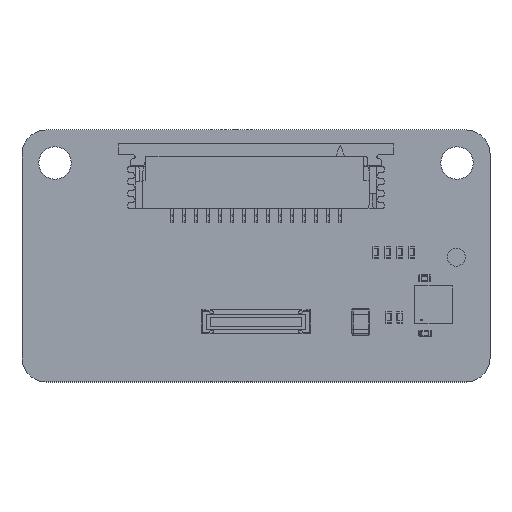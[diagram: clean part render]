
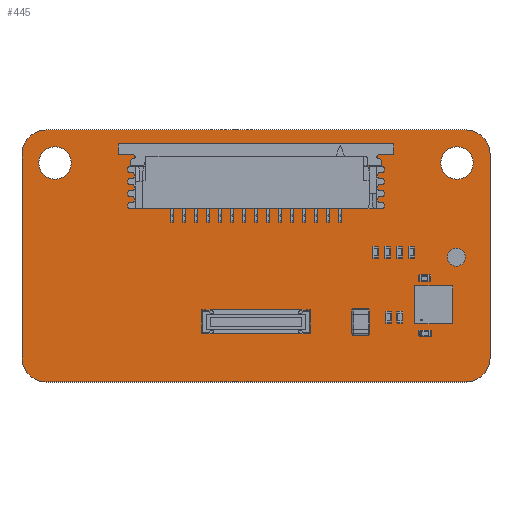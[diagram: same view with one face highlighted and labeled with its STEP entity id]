
A CAD part, top view. The second image highlights one B-rep face of the part: STEP entity #445.
In plain terms, the highlighted planar face has unit normal (0, 0, 1).
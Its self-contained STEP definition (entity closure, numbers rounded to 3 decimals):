
#108 = VERTEX_POINT('',#109);
#109 = CARTESIAN_POINT('',(2.,0.,1.555));
#115 = EDGE_CURVE('',#108,#116,#118,.T.);
#116 = VERTEX_POINT('',#117);
#117 = CARTESIAN_POINT('',(0.,2.,1.555));
#118 = CIRCLE('',#119,2.001);
#119 = AXIS2_PLACEMENT_3D('',#120,#121,#122);
#120 = CARTESIAN_POINT('',(2.001,2.001,1.555));
#121 = DIRECTION('',(0.,0.,-1.));
#122 = DIRECTION('',(0.,-1.,0.));
#148 = EDGE_CURVE('',#116,#149,#151,.T.);
#149 = VERTEX_POINT('',#150);
#150 = CARTESIAN_POINT('',(0.,19.,1.555));
#151 = LINE('',#152,#153);
#152 = CARTESIAN_POINT('',(0.,2.,1.555));
#153 = VECTOR('',#154,1.);
#154 = DIRECTION('',(0.,1.,0.));
#179 = EDGE_CURVE('',#149,#180,#182,.T.);
#180 = VERTEX_POINT('',#181);
#181 = CARTESIAN_POINT('',(2.,21.,1.555));
#182 = CIRCLE('',#183,2.001);
#183 = AXIS2_PLACEMENT_3D('',#184,#185,#186);
#184 = CARTESIAN_POINT('',(2.001,18.999,1.555));
#185 = DIRECTION('',(0.,0.,-1.));
#186 = DIRECTION('',(-1.,0.,0.));
#212 = EDGE_CURVE('',#180,#213,#215,.T.);
#213 = VERTEX_POINT('',#214);
#214 = CARTESIAN_POINT('',(37.,21.,1.555));
#215 = LINE('',#216,#217);
#216 = CARTESIAN_POINT('',(2.,21.,1.555));
#217 = VECTOR('',#218,1.);
#218 = DIRECTION('',(1.,0.,0.));
#243 = EDGE_CURVE('',#213,#244,#246,.T.);
#244 = VERTEX_POINT('',#245);
#245 = CARTESIAN_POINT('',(39.,19.,1.555));
#246 = CIRCLE('',#247,2.001);
#247 = AXIS2_PLACEMENT_3D('',#248,#249,#250);
#248 = CARTESIAN_POINT('',(36.999,18.999,1.555));
#249 = DIRECTION('',(0.,0.,-1.));
#250 = DIRECTION('',(0.,1.,0.));
#276 = EDGE_CURVE('',#244,#277,#279,.T.);
#277 = VERTEX_POINT('',#278);
#278 = CARTESIAN_POINT('',(39.,2.,1.555));
#279 = LINE('',#280,#281);
#280 = CARTESIAN_POINT('',(39.,19.,1.555));
#281 = VECTOR('',#282,1.);
#282 = DIRECTION('',(0.,-1.,0.));
#307 = EDGE_CURVE('',#277,#308,#310,.T.);
#308 = VERTEX_POINT('',#309);
#309 = CARTESIAN_POINT('',(37.,0.,1.555));
#310 = CIRCLE('',#311,2.001);
#311 = AXIS2_PLACEMENT_3D('',#312,#313,#314);
#312 = CARTESIAN_POINT('',(36.999,2.001,1.555));
#313 = DIRECTION('',(0.,0.,-1.));
#314 = DIRECTION('',(1.,0.,0.));
#340 = EDGE_CURVE('',#308,#108,#341,.T.);
#341 = LINE('',#342,#343);
#342 = CARTESIAN_POINT('',(37.,0.,1.555));
#343 = VECTOR('',#344,1.);
#344 = DIRECTION('',(-1.,0.,0.));
#364 = VERTEX_POINT('',#365);
#365 = CARTESIAN_POINT('',(4.1,18.25,1.555));
#371 = EDGE_CURVE('',#364,#364,#372,.T.);
#372 = CIRCLE('',#373,1.35);
#373 = AXIS2_PLACEMENT_3D('',#374,#375,#376);
#374 = CARTESIAN_POINT('',(2.75,18.25,1.555));
#375 = DIRECTION('',(0.,0.,1.));
#376 = DIRECTION('',(1.,0.,0.));
#397 = VERTEX_POINT('',#398);
#398 = CARTESIAN_POINT('',(37.6,18.25,1.555));
#404 = EDGE_CURVE('',#397,#397,#405,.T.);
#405 = CIRCLE('',#406,1.35);
#406 = AXIS2_PLACEMENT_3D('',#407,#408,#409);
#407 = CARTESIAN_POINT('',(36.25,18.25,1.555));
#408 = DIRECTION('',(0.,0.,1.));
#409 = DIRECTION('',(1.,0.,0.));
#445 = ADVANCED_FACE('',(#446,#456,#459),#462,.T.);
#446 = FACE_BOUND('',#447,.F.);
#447 = EDGE_LOOP('',(#448,#449,#450,#451,#452,#453,#454,#455));
#448 = ORIENTED_EDGE('',*,*,#115,.T.);
#449 = ORIENTED_EDGE('',*,*,#148,.T.);
#450 = ORIENTED_EDGE('',*,*,#179,.T.);
#451 = ORIENTED_EDGE('',*,*,#212,.T.);
#452 = ORIENTED_EDGE('',*,*,#243,.T.);
#453 = ORIENTED_EDGE('',*,*,#276,.T.);
#454 = ORIENTED_EDGE('',*,*,#307,.T.);
#455 = ORIENTED_EDGE('',*,*,#340,.T.);
#456 = FACE_BOUND('',#457,.T.);
#457 = EDGE_LOOP('',(#458));
#458 = ORIENTED_EDGE('',*,*,#371,.F.);
#459 = FACE_BOUND('',#460,.T.);
#460 = EDGE_LOOP('',(#461));
#461 = ORIENTED_EDGE('',*,*,#404,.F.);
#462 = PLANE('',#463);
#463 = AXIS2_PLACEMENT_3D('',#464,#465,#466);
#464 = CARTESIAN_POINT('',(2.,0.,1.555));
#465 = DIRECTION('',(0.,0.,1.));
#466 = DIRECTION('',(1.,0.,0.));
